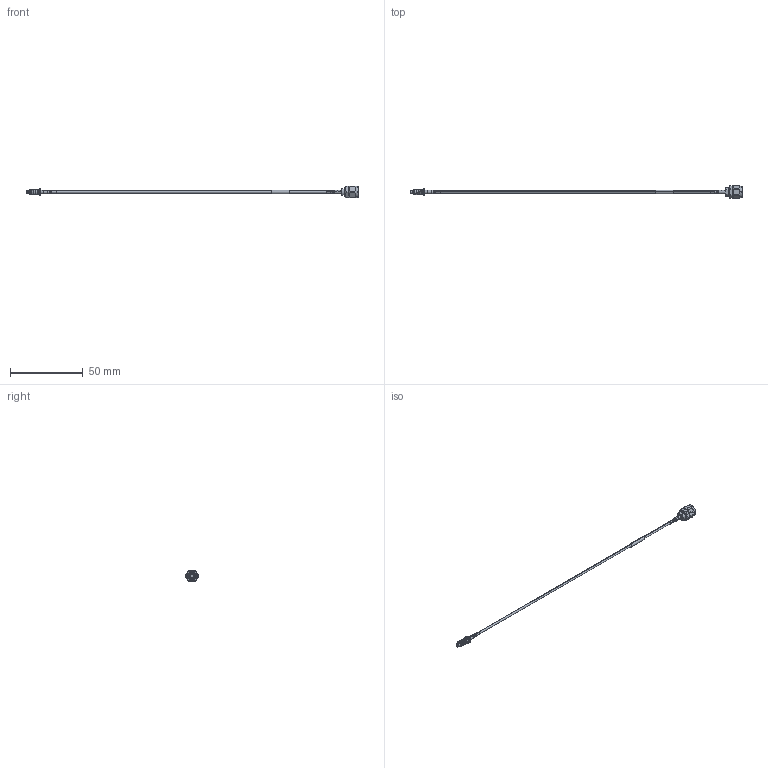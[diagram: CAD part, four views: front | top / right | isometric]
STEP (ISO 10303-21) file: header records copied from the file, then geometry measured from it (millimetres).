
FILE_DESCRIPTION (( 'STEP AP214' ), '1' );
FILE_NAME ('FMCA9732_3D.step', '2024-02-21T16:14:23', ( '' ), ( '' ), 'SwSTEP 2.0', 'SolidWorks 2022', '' );
FILE_SCHEMA (( 'AUTOMOTIVE_DESIGN' ));
Length unit declared in the file: inch
Products named in the file (6): PE-P047HF; CA-PE-P047_2_Heatshrink_LONG; PE45535; PE45410; 1AW01-003_.085 ID; FMCA9732_3D
Assembly tree (6 placements, depth 2):
  FMCA9732_3D
    PE-P047HF
    1AW01-003_.085 ID
    PE45410
    PE45535
    CA-PE-P047_2_Heatshrink_LONG  x2
Bounding box: 227.57 x 8.88 x 7.92 mm (x, y, z)
Volume: 824.9 mm3; surface area: 2356.2 mm2
Topology: 8 solids, 8 shells, 271 faces, 652 edges, 415 vertices
Faces by surface type: cylinder 135, plane 71, cone 39, torus 20, bspline 6
Entity records: 11027 total; most frequent: CARTESIAN_POINT 4804, DIRECTION 1236, ORIENTED_EDGE 1216, EDGE_CURVE 608, AXIS2_PLACEMENT_3D 508, VERTEX_POINT 391, EDGE_LOOP 283, CIRCLE 256
